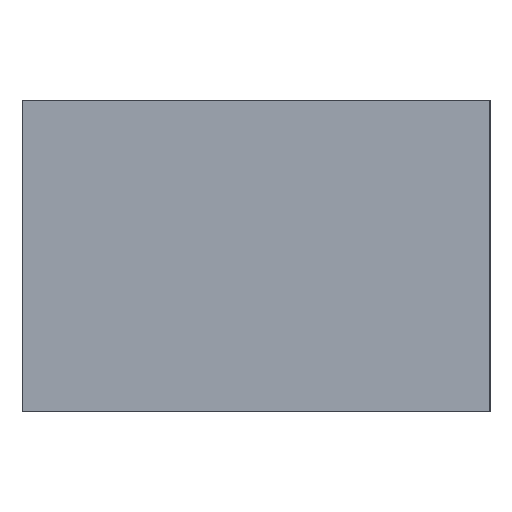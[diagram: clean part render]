
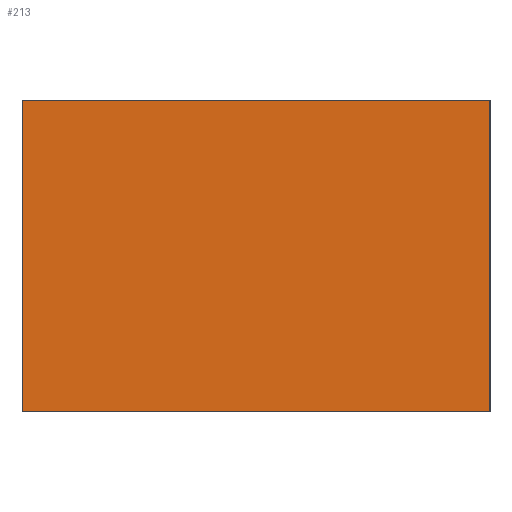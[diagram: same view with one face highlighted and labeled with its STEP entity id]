
A CAD part, left-side view. The second image highlights one B-rep face of the part: STEP entity #213.
In plain terms, the highlighted planar face has unit normal (-1, 0, 0).
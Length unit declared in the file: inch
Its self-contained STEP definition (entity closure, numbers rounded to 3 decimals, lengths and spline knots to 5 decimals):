
#1 = CARTESIAN_POINT ( 'NONE',  ( -6., -0.375, 0.25 ) ) ;
#2 = DIRECTION ( 'NONE',  ( 0., 1., 0. ) ) ;
#7 = EDGE_LOOP ( 'NONE', ( #11, #20, #282, #9 ) ) ;
#9 = ORIENTED_EDGE ( 'NONE', *, *, #10, .F. ) ;
#10 = EDGE_CURVE ( 'NONE', #287, #470, #484, .T. ) ;
#11 = ORIENTED_EDGE ( 'NONE', *, *, #400, .F. ) ;
#17 = VECTOR ( 'NONE', #73, 39.37008 ) ;
#20 = ORIENTED_EDGE ( 'NONE', *, *, #145, .F. ) ;
#47 = EDGE_CURVE ( 'NONE', #470, #357, #79, .T. ) ;
#55 = CARTESIAN_POINT ( 'NONE',  ( -6., 0.375, 0.25 ) ) ;
#73 = DIRECTION ( 'NONE',  ( 0., -1., 0. ) ) ;
#79 = LINE ( 'NONE', #55, #17 ) ;
#138 = DIRECTION ( 'NONE',  ( 0., 0., -1. ) ) ;
#145 = EDGE_CURVE ( 'NONE', #357, #311, #227, .T. ) ;
#165 = DIRECTION ( 'NONE',  ( 0., 0., -1. ) ) ;
#170 = AXIS2_PLACEMENT_3D ( 'NONE', #210, #292, #138 ) ;
#178 = CARTESIAN_POINT ( 'NONE',  ( -6., 0.375, -0.25 ) ) ;
#181 = CARTESIAN_POINT ( 'NONE',  ( -6., 0.375, -0.25 ) ) ;
#207 = DIRECTION ( 'NONE',  ( 0., 0., 1. ) ) ;
#210 = CARTESIAN_POINT ( 'NONE',  ( -6., 0., 0. ) ) ;
#213 = ADVANCED_FACE ( 'NONE', ( #298 ), #490, .F. ) ;
#221 = VECTOR ( 'NONE', #165, 39.37008 ) ;
#227 = LINE ( 'NONE', #1, #221 ) ;
#234 = VECTOR ( 'NONE', #207, 39.37008 ) ;
#246 = CARTESIAN_POINT ( 'NONE',  ( -6., 0.375, 0.25 ) ) ;
#264 = LINE ( 'NONE', #181, #387 ) ;
#280 = CARTESIAN_POINT ( 'NONE',  ( -6., 0.375, 0.25 ) ) ;
#282 = ORIENTED_EDGE ( 'NONE', *, *, #47, .F. ) ;
#287 = VERTEX_POINT ( 'NONE', #178 ) ;
#292 = DIRECTION ( 'NONE',  ( 1., 0., 0. ) ) ;
#298 = FACE_OUTER_BOUND ( 'NONE', #7, .T. ) ;
#311 = VERTEX_POINT ( 'NONE', #463 ) ;
#357 = VERTEX_POINT ( 'NONE', #466 ) ;
#387 = VECTOR ( 'NONE', #2, 39.37008 ) ;
#400 = EDGE_CURVE ( 'NONE', #311, #287, #264, .T. ) ;
#463 = CARTESIAN_POINT ( 'NONE',  ( -6., -0.375, -0.25 ) ) ;
#466 = CARTESIAN_POINT ( 'NONE',  ( -6., -0.375, 0.25 ) ) ;
#470 = VERTEX_POINT ( 'NONE', #280 ) ;
#484 = LINE ( 'NONE', #246, #234 ) ;
#490 = PLANE ( 'NONE',  #170 ) ;
